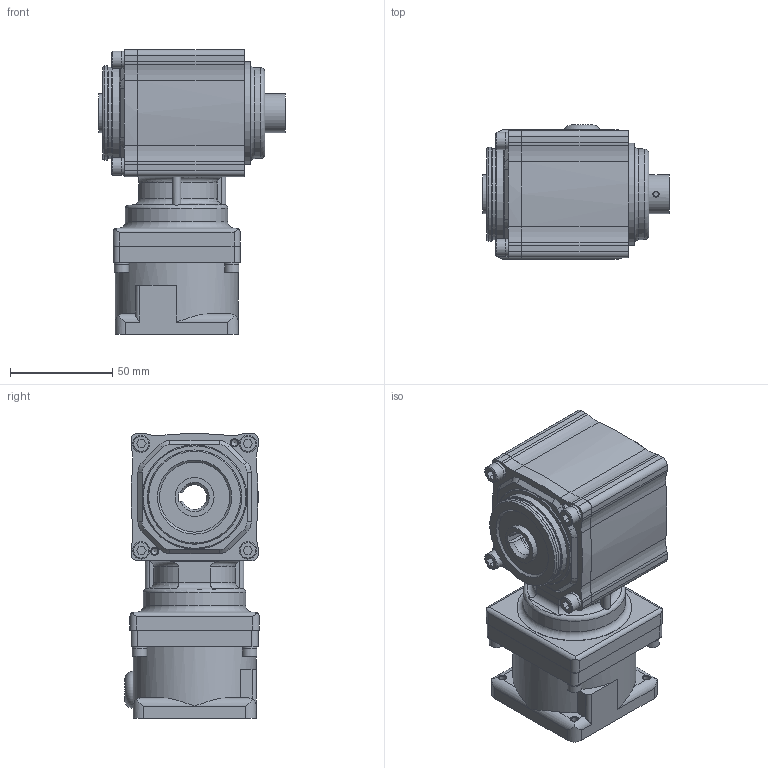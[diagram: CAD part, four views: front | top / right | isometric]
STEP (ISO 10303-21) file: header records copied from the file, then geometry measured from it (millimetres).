
FILE_DESCRIPTION( ( 'STEP AP203' ), ' ' );
FILE_NAME( 'AFCZ12S-5L200S3(None).stp', '2018-07-17T02:59:30', ( '' ), ( '' ), ' ', 'PARTsolutions', ' ' );
FILE_SCHEMA( ( 'CONFIG_CONTROL_DESIGN' ) );
Length unit declared in the file: millimetre
Products named in the file (3): AFCZ12S-5L200S3(None); _AFC12S_Gear head; _1218F-200-S3_200W_Bracket
Assembly tree (2 placements, depth 2):
  AFCZ12S-5L200S3(None)
    _AFC12S_Gear head
    _1218F-200-S3_200W_Bracket
Bounding box: 91 x 65.5 x 139 mm (x, y, z)
Volume: 427659.8 mm3; surface area: 67696 mm2
Topology: 2 solids, 2 shells, 432 faces, 1064 edges, 686 vertices
Faces by surface type: plane 200, cylinder 163, cone 53, torus 16
Full cylindrical faces by diameter (mm): 2.459 x2, 3.242 x6, 4 x1, 4.134 x4, 6.9 x4, 7 x9, 8.4 x4, 8.5 x8, 11 x1, 11.5 x1, 19 x2, 29.5 x1, 44.6 x1, 45 x1, 46 x2, 50 x3, 56 x1, 60 x1
Entity records: 13182 total; most frequent: CARTESIAN_POINT 3203, DIRECTION 2082, ORIENTED_EDGE 1880, EDGE_CURVE 940, AXIS2_PLACEMENT_3D 799, VERTEX_POINT 670, EDGE_LOOP 599, FACE_OUTER_BOUND 492
